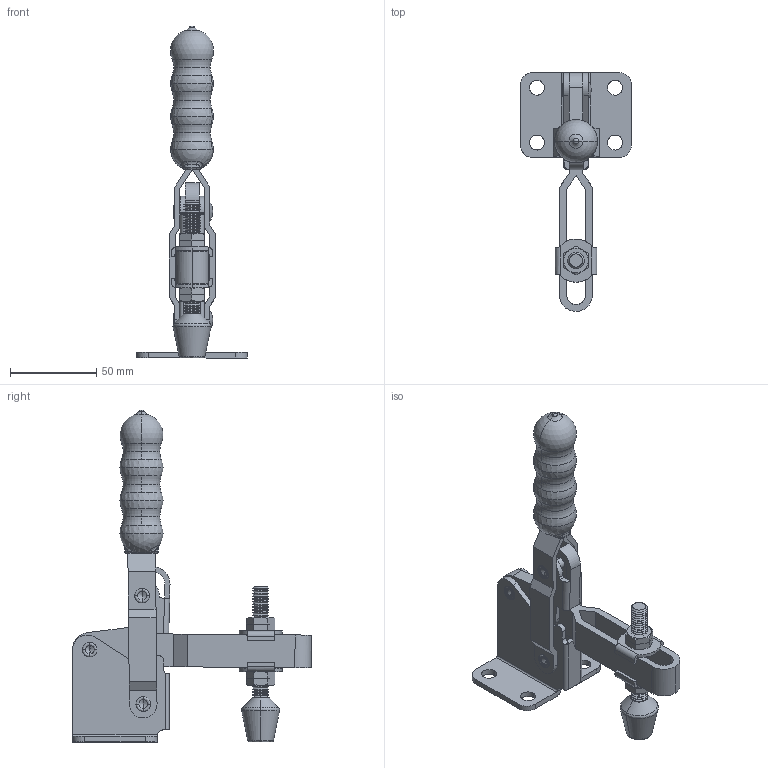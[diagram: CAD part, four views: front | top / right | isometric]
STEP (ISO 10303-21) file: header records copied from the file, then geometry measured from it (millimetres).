
FILE_DESCRIPTION((''),' ');
FILE_NAME('GH-12265.stp',' ',('stephen'),('BIB design'),' ','ACIS 14.0',' ');
FILE_SCHEMA(('automotive_design'));
Length unit declared in the file: inch
Products named in the file (15): Part_7915; Part_1674; Part_1759; Part_1873; Part_1553; Part_113180; Part_117149; Part_117593; Part_118056; Part_122799; Part_122800; Part_122798; Part_123870; Part_125181; Part_121419
Bounding box: 64.3 x 138.57 x 192.5 mm (x, y, z)
Volume: 118385.6 mm3; surface area: 61843.4 mm2
Topology: 15 solids, 15 shells, 661 faces, 2255 edges, 1616 vertices
Faces by surface type: revolution 358, bspline 136, plane 93, cylinder 34, torus 22, sphere 10, cone 8
Entity records: 58901 total; most frequent: CARTESIAN_POINT 14333, PRESENTATION_STYLE_ASSIGNMENT 5121, COLOUR_RGB 5121, STYLED_ITEM 4525, ORIENTED_EDGE 4466, DIRECTION 3326, CURVE_STYLE 2829, EDGE_CURVE 2233
